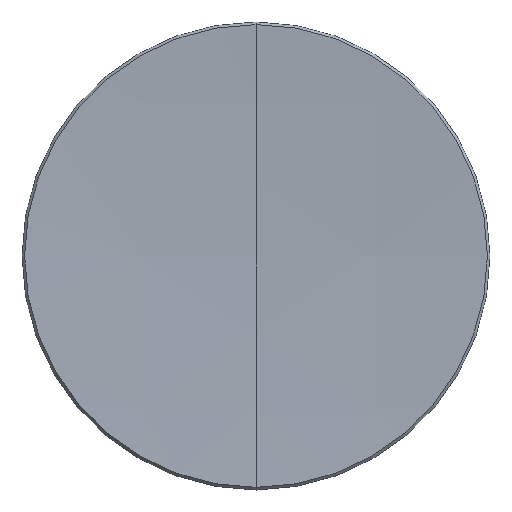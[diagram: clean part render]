
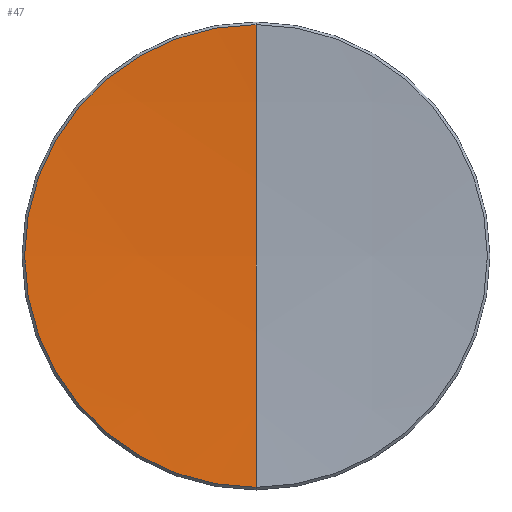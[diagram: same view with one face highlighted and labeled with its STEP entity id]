
A CAD part, top view. The second image highlights one B-rep face of the part: STEP entity #47.
In plain terms, the highlighted spherical face has radius 209.8 mm.
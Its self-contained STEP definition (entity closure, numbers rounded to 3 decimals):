
#45 = EDGE_CURVE ( 'NONE', #70, #68, #274, .T. ) ;
#46 = ORIENTED_EDGE ( 'NONE', *, *, #74, .F. ) ;
#47 = ADVANCED_FACE ( 'NONE', ( #296 ), #254, .F. ) ;
#48 = EDGE_LOOP ( 'NONE', ( #46, #63, #69 ) ) ;
#63 = ORIENTED_EDGE ( 'NONE', *, *, #67, .T. ) ;
#67 = EDGE_CURVE ( 'NONE', #71, #68, #373, .T. ) ;
#68 = VERTEX_POINT ( 'NONE', #363 ) ;
#69 = ORIENTED_EDGE ( 'NONE', *, *, #45, .F. ) ;
#70 = VERTEX_POINT ( 'NONE', #362 ) ;
#71 = VERTEX_POINT ( 'NONE', #337 ) ;
#74 = EDGE_CURVE ( 'NONE', #71, #70, #417, .T. ) ;
#236 = CARTESIAN_POINT ( 'NONE',  ( 0., 0., 211.25 ) ) ;
#237 = AXIS2_PLACEMENT_3D ( 'NONE', #236, #320, #319 ) ;
#253 = CARTESIAN_POINT ( 'NONE',  ( 0., 0., 211.25 ) ) ;
#254 = SPHERICAL_SURFACE ( 'NONE', #237, 209.8 ) ;
#266 = DIRECTION ( 'NONE',  ( 0., 0., 1. ) ) ;
#267 = DIRECTION ( 'NONE',  ( -1., 0., 0. ) ) ;
#274 = CIRCLE ( 'NONE', #295, 209.8 ) ;
#295 = AXIS2_PLACEMENT_3D ( 'NONE', #253, #267, #266 ) ;
#296 = FACE_OUTER_BOUND ( 'NONE', #48, .T. ) ;
#319 = DIRECTION ( 'NONE',  ( 0., 1., 0. ) ) ;
#320 = DIRECTION ( 'NONE',  ( 1., 0., 0. ) ) ;
#337 = CARTESIAN_POINT ( 'NONE',  ( 0., -12.559, 1.826 ) ) ;
#339 = DIRECTION ( 'NONE',  ( 0., 1., 0. ) ) ;
#362 = CARTESIAN_POINT ( 'NONE',  ( 0., 12.559, 1.826 ) ) ;
#363 = CARTESIAN_POINT ( 'NONE',  ( 0., 0., 1.45 ) ) ;
#364 = DIRECTION ( 'NONE',  ( 0., 1., 0. ) ) ;
#370 = DIRECTION ( 'NONE',  ( 1., 0., 0. ) ) ;
#371 = CARTESIAN_POINT ( 'NONE',  ( 0., 0., 211.25 ) ) ;
#372 = AXIS2_PLACEMENT_3D ( 'NONE', #371, #370, #364 ) ;
#373 = CIRCLE ( 'NONE', #372, 209.8 ) ;
#414 = DIRECTION ( 'NONE',  ( 0., 0., -1. ) ) ;
#415 = CARTESIAN_POINT ( 'NONE',  ( 0., 0., 1.826 ) ) ;
#416 = AXIS2_PLACEMENT_3D ( 'NONE', #415, #414, #339 ) ;
#417 = CIRCLE ( 'NONE', #416, 12.559 ) ;
